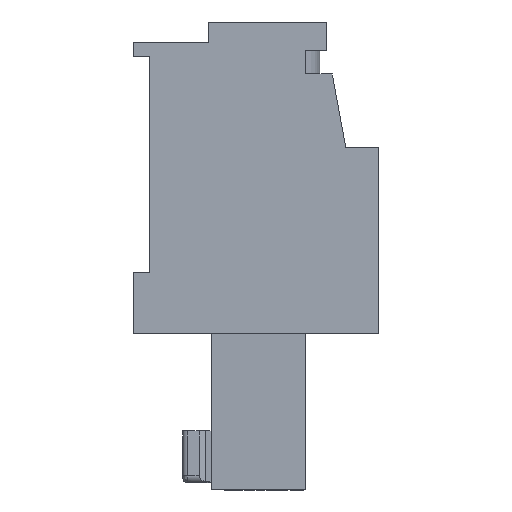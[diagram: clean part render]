
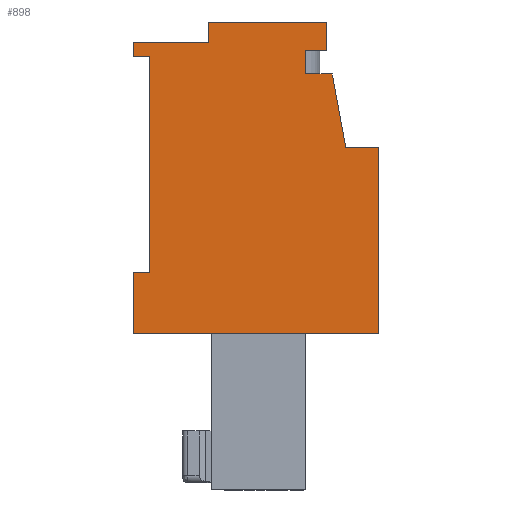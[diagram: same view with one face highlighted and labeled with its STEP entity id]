
A CAD part, front view. The second image highlights one B-rep face of the part: STEP entity #898.
In plain terms, the highlighted planar face has unit normal (0, -1, 0).
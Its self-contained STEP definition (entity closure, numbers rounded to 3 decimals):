
#898 = ADVANCED_FACE( '', ( #2221 ), #2222, .F. );
#2221 = FACE_OUTER_BOUND( '', #4075, .T. );
#2222 = PLANE( '', #4076 );
#4075 = EDGE_LOOP( '', ( #7102, #7103, #7104, #7105, #7106, #7107, #7108, #7109, #7110, #7111, #7112, #7113, #7114, #7115, #7116, #7117 ) );
#4076 = AXIS2_PLACEMENT_3D( '', #7118, #7119, #7120 );
#7102 = ORIENTED_EDGE( '', *, *, #11130, .F. );
#7103 = ORIENTED_EDGE( '', *, *, #10706, .T. );
#7104 = ORIENTED_EDGE( '', *, *, #11131, .T. );
#7105 = ORIENTED_EDGE( '', *, *, #11132, .T. );
#7106 = ORIENTED_EDGE( '', *, *, #10299, .F. );
#7107 = ORIENTED_EDGE( '', *, *, #11016, .T. );
#7108 = ORIENTED_EDGE( '', *, *, #11106, .T. );
#7109 = ORIENTED_EDGE( '', *, *, #11133, .F. );
#7110 = ORIENTED_EDGE( '', *, *, #10842, .T. );
#7111 = ORIENTED_EDGE( '', *, *, #11109, .T. );
#7112 = ORIENTED_EDGE( '', *, *, #11134, .F. );
#7113 = ORIENTED_EDGE( '', *, *, #11135, .T. );
#7114 = ORIENTED_EDGE( '', *, *, #10568, .T. );
#7115 = ORIENTED_EDGE( '', *, *, #11075, .F. );
#7116 = ORIENTED_EDGE( '', *, *, #11136, .T. );
#7117 = ORIENTED_EDGE( '', *, *, #10404, .T. );
#7118 = CARTESIAN_POINT( '', ( 22.2, 3.96, -6.9 ) );
#7119 = DIRECTION( '', ( 0., 1., 0. ) );
#7120 = DIRECTION( '', ( -1., 0., 0. ) );
#10299 = EDGE_CURVE( '', #12117, #12113, #12119, .T. );
#10404 = EDGE_CURVE( '', #12320, #12318, #12321, .T. );
#10568 = EDGE_CURVE( '', #12596, #12597, #12598, .T. );
#10706 = EDGE_CURVE( '', #12829, #12826, #12830, .T. );
#10842 = EDGE_CURVE( '', #13056, #13054, #13057, .T. );
#11016 = EDGE_CURVE( '', #12117, #13336, #13337, .T. );
#11075 = EDGE_CURVE( '', #13426, #12597, #13429, .T. );
#11106 = EDGE_CURVE( '', #13336, #13476, #13478, .T. );
#11109 = EDGE_CURVE( '', #13054, #13481, #13482, .T. );
#11130 = EDGE_CURVE( '', #12829, #12318, #13513, .T. );
#11131 = EDGE_CURVE( '', #12826, #13514, #13515, .T. );
#11132 = EDGE_CURVE( '', #13514, #12113, #13516, .T. );
#11133 = EDGE_CURVE( '', #13056, #13476, #13517, .T. );
#11134 = EDGE_CURVE( '', #13518, #13481, #13519, .T. );
#11135 = EDGE_CURVE( '', #13518, #12596, #13520, .T. );
#11136 = EDGE_CURVE( '', #13426, #12320, #13521, .T. );
#12113 = VERTEX_POINT( '', #14739 );
#12117 = VERTEX_POINT( '', #14745 );
#12119 = LINE( '', #14748, #14749 );
#12318 = VERTEX_POINT( '', #15027 );
#12320 = VERTEX_POINT( '', #15030 );
#12321 = LINE( '', #15031, #15032 );
#12596 = VERTEX_POINT( '', #15395 );
#12597 = VERTEX_POINT( '', #15396 );
#12598 = LINE( '', #15397, #15398 );
#12826 = VERTEX_POINT( '', #15704 );
#12829 = VERTEX_POINT( '', #15708 );
#12830 = LINE( '', #15709, #15710 );
#13054 = VERTEX_POINT( '', #16015 );
#13056 = VERTEX_POINT( '', #16018 );
#13057 = LINE( '', #16019, #16020 );
#13336 = VERTEX_POINT( '', #16414 );
#13337 = LINE( '', #16415, #16416 );
#13426 = VERTEX_POINT( '', #16541 );
#13429 = LINE( '', #16545, #16546 );
#13476 = VERTEX_POINT( '', #16609 );
#13478 = LINE( '', #16612, #16613 );
#13481 = VERTEX_POINT( '', #16617 );
#13482 = LINE( '', #16618, #16619 );
#13513 = LINE( '', #16662, #16663 );
#13514 = VERTEX_POINT( '', #16664 );
#13515 = LINE( '', #16665, #16666 );
#13516 = LINE( '', #16667, #16668 );
#13517 = LINE( '', #16669, #16670 );
#13518 = VERTEX_POINT( '', #16671 );
#13519 = LINE( '', #16672, #16673 );
#13520 = LINE( '', #16674, #16675 );
#13521 = LINE( '', #16676, #16677 );
#14739 = CARTESIAN_POINT( '', ( 11.8, 3.96, -13.2 ) );
#14745 = CARTESIAN_POINT( '', ( 22.2, 3.96, -13.2 ) );
#14748 = CARTESIAN_POINT( '', ( 13.2, 3.96, -13.2 ) );
#14749 = VECTOR( '', #18301, 1000. );
#15027 = CARTESIAN_POINT( '', ( 11.8, 3.96, -1.45 ) );
#15030 = CARTESIAN_POINT( '', ( 11.8, 3.96, -0.85 ) );
#15031 = CARTESIAN_POINT( '', ( 11.8, 3.96, 0. ) );
#15032 = VECTOR( '', #18430, 1000. );
#15395 = CARTESIAN_POINT( '', ( 20., 3.96, 0. ) );
#15396 = CARTESIAN_POINT( '', ( 15., 3.96, 0. ) );
#15397 = CARTESIAN_POINT( '', ( 11.8, 3.96, 0. ) );
#15398 = VECTOR( '', #18639, 1000. );
#15704 = CARTESIAN_POINT( '', ( 12.5, 3.96, -10.6 ) );
#15708 = CARTESIAN_POINT( '', ( 12.5, 3.96, -1.45 ) );
#15709 = CARTESIAN_POINT( '', ( 12.5, 3.96, -6.9 ) );
#15710 = VECTOR( '', #18803, 1000. );
#16015 = CARTESIAN_POINT( '', ( 19.1, 3.96, -2.2 ) );
#16018 = CARTESIAN_POINT( '', ( 20.229, 3.96, -2.2 ) );
#16019 = CARTESIAN_POINT( '', ( 22.2, 3.96, -2.2 ) );
#16020 = VECTOR( '', #18961, 1000. );
#16414 = CARTESIAN_POINT( '', ( 22.2, 3.96, -5.3 ) );
#16415 = CARTESIAN_POINT( '', ( 22.2, 3.96, 0.1 ) );
#16416 = VECTOR( '', #19152, 1000. );
#16541 = CARTESIAN_POINT( '', ( 15., 3.96, -0.85 ) );
#16545 = CARTESIAN_POINT( '', ( 15., 3.96, 0. ) );
#16546 = VECTOR( '', #19217, 1000. );
#16609 = CARTESIAN_POINT( '', ( 20.798, 3.96, -5.3 ) );
#16612 = CARTESIAN_POINT( '', ( 22.2, 3.96, -5.3 ) );
#16613 = VECTOR( '', #19253, 1000. );
#16617 = CARTESIAN_POINT( '', ( 19.1, 3.96, -1.2 ) );
#16618 = CARTESIAN_POINT( '', ( 19.1, 3.96, -0.8 ) );
#16619 = VECTOR( '', #19255, 1000. );
#16662 = CARTESIAN_POINT( '', ( 11.8, 3.96, -1.45 ) );
#16663 = VECTOR( '', #19274, 1000. );
#16664 = CARTESIAN_POINT( '', ( 11.8, 3.96, -10.6 ) );
#16665 = CARTESIAN_POINT( '', ( 13.2, 3.96, -10.6 ) );
#16666 = VECTOR( '', #19275, 1000. );
#16667 = CARTESIAN_POINT( '', ( 11.8, 3.96, -13.2 ) );
#16668 = VECTOR( '', #19276, 1000. );
#16669 = CARTESIAN_POINT( '', ( 20.1, 3.96, -1.5 ) );
#16670 = VECTOR( '', #19277, 1000. );
#16671 = CARTESIAN_POINT( '', ( 20., 3.96, -1.2 ) );
#16672 = CARTESIAN_POINT( '', ( 21., 3.96, -1.2 ) );
#16673 = VECTOR( '', #19278, 1000. );
#16674 = CARTESIAN_POINT( '', ( 20., 3.96, 0.9 ) );
#16675 = VECTOR( '', #19279, 1000. );
#16676 = CARTESIAN_POINT( '', ( 11.8, 3.96, -0.85 ) );
#16677 = VECTOR( '', #19280, 1000. );
#18301 = DIRECTION( '', ( -1., 0., 0. ) );
#18430 = DIRECTION( '', ( 0., 0., -1. ) );
#18639 = DIRECTION( '', ( -1., 0., 0. ) );
#18803 = DIRECTION( '', ( 0., 0., -1. ) );
#18961 = DIRECTION( '', ( -1., 0., 0. ) );
#19152 = DIRECTION( '', ( 0., 0., 1. ) );
#19217 = DIRECTION( '', ( 0., 0., 1. ) );
#19253 = DIRECTION( '', ( -1., 0., 0. ) );
#19255 = DIRECTION( '', ( 0., 0., 1. ) );
#19274 = DIRECTION( '', ( -1., 0., 0. ) );
#19275 = DIRECTION( '', ( -1., 0., 0. ) );
#19276 = DIRECTION( '', ( 0., 0., -1. ) );
#19277 = DIRECTION( '', ( 0.181, 0., -0.984 ) );
#19278 = DIRECTION( '', ( -1., 0., 0. ) );
#19279 = DIRECTION( '', ( 0., 0., 1. ) );
#19280 = DIRECTION( '', ( -1., 0., 0. ) );
